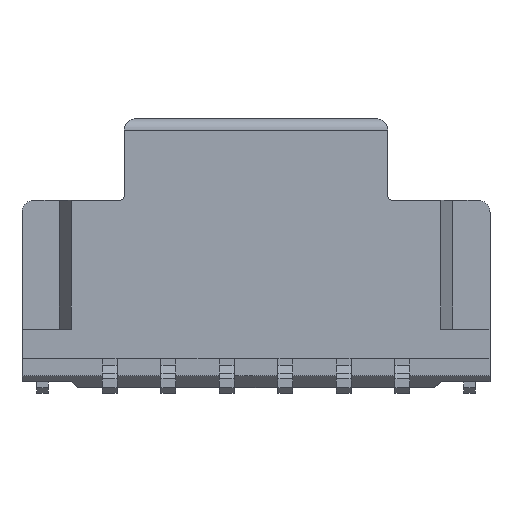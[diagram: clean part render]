
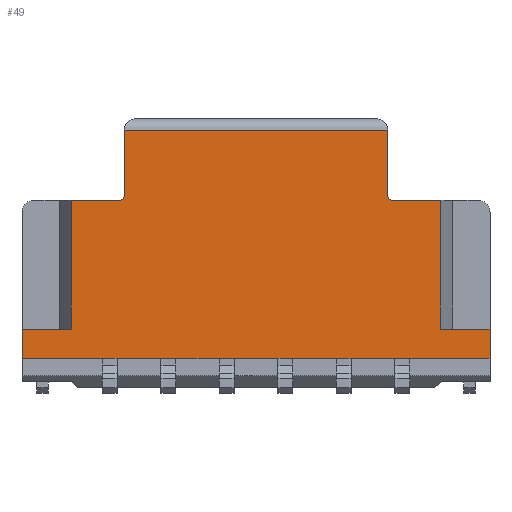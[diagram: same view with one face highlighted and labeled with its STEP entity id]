
A CAD part, front view. The second image highlights one B-rep face of the part: STEP entity #49.
In plain terms, the highlighted planar face has unit normal (0, -1, 0).
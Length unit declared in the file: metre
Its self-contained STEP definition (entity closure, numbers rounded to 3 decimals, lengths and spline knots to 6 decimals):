
#49 = ADVANCED_FACE( '', ( #282 ), #283, .F. );
#282 = FACE_OUTER_BOUND( '', #748, .T. );
#283 = PLANE( '', #749 );
#748 = EDGE_LOOP( '', ( #1229, #1230, #1231, #1232, #1233, #1234, #1235, #1236, #1237, #1238, #1239, #1240, #1241, #1242 ) );
#749 = AXIS2_PLACEMENT_3D( '', #1243, #1244, #1245 );
#1229 = ORIENTED_EDGE( '', *, *, #3188, .T. );
#1230 = ORIENTED_EDGE( '', *, *, #3189, .F. );
#1231 = ORIENTED_EDGE( '', *, *, #3190, .T. );
#1232 = ORIENTED_EDGE( '', *, *, #3191, .F. );
#1233 = ORIENTED_EDGE( '', *, *, #3192, .T. );
#1234 = ORIENTED_EDGE( '', *, *, #3193, .T. );
#1235 = ORIENTED_EDGE( '', *, *, #3194, .T. );
#1236 = ORIENTED_EDGE( '', *, *, #3195, .F. );
#1237 = ORIENTED_EDGE( '', *, *, #3196, .T. );
#1238 = ORIENTED_EDGE( '', *, *, #3197, .F. );
#1239 = ORIENTED_EDGE( '', *, *, #3198, .F. );
#1240 = ORIENTED_EDGE( '', *, *, #3199, .T. );
#1241 = ORIENTED_EDGE( '', *, *, #3200, .F. );
#1242 = ORIENTED_EDGE( '', *, *, #3201, .T. );
#1243 = CARTESIAN_POINT( '', ( 0., -0.002675, 0. ) );
#1244 = DIRECTION( '', ( 0., 1., 0. ) );
#1245 = DIRECTION( '', ( 1., 0., 0. ) );
#3188 = EDGE_CURVE( '', #3839, #3840, #3841, .T. );
#3189 = EDGE_CURVE( '', #3842, #3840, #3843, .T. );
#3190 = EDGE_CURVE( '', #3842, #3844, #3845, .T. );
#3191 = EDGE_CURVE( '', #3846, #3844, #3847, .T. );
#3192 = EDGE_CURVE( '', #3846, #3848, #3849, .T. );
#3193 = EDGE_CURVE( '', #3848, #3850, #3851, .T. );
#3194 = EDGE_CURVE( '', #3850, #3852, #3853, .T. );
#3195 = EDGE_CURVE( '', #3854, #3852, #3855, .T. );
#3196 = EDGE_CURVE( '', #3854, #3856, #3857, .T. );
#3197 = EDGE_CURVE( '', #3858, #3856, #3859, .T. );
#3198 = EDGE_CURVE( '', #3860, #3858, #3861, .T. );
#3199 = EDGE_CURVE( '', #3860, #3862, #3863, .T. );
#3200 = EDGE_CURVE( '', #3864, #3862, #3865, .T. );
#3201 = EDGE_CURVE( '', #3864, #3839, #3866, .T. );
#3839 = VERTEX_POINT( '', #4911 );
#3840 = VERTEX_POINT( '', #4912 );
#3841 = LINE( '', #4913, #4914 );
#3842 = VERTEX_POINT( '', #4915 );
#3843 = LINE( '', #4916, #4917 );
#3844 = VERTEX_POINT( '', #4918 );
#3845 = CIRCLE( '', #4919, 0.0001 );
#3846 = VERTEX_POINT( '', #4920 );
#3847 = LINE( '', #4921, #4922 );
#3848 = VERTEX_POINT( '', #4923 );
#3849 = LINE( '', #4924, #4925 );
#3850 = VERTEX_POINT( '', #4926 );
#3851 = LINE( '', #4927, #4928 );
#3852 = VERTEX_POINT( '', #4929 );
#3853 = CIRCLE( '', #4930, 0.0001 );
#3854 = VERTEX_POINT( '', #4931 );
#3855 = LINE( '', #4932, #4933 );
#3856 = VERTEX_POINT( '', #4934 );
#3857 = LINE( '', #4935, #4936 );
#3858 = VERTEX_POINT( '', #4937 );
#3859 = LINE( '', #4938, #4939 );
#3860 = VERTEX_POINT( '', #4940 );
#3861 = LINE( '', #4941, #4942 );
#3862 = VERTEX_POINT( '', #4943 );
#3863 = LINE( '', #4944, #4945 );
#3864 = VERTEX_POINT( '', #4946 );
#3865 = LINE( '', #4947, #4948 );
#3866 = LINE( '', #4949, #4950 );
#4911 = CARTESIAN_POINT( '', ( 0.00316, -0.002675, -0.0006 ) );
#4912 = CARTESIAN_POINT( '', ( 0.00316, -0.002675, 0.0016 ) );
#4913 = CARTESIAN_POINT( '', ( 0.00316, -0.002675, -0.0006 ) );
#4914 = VECTOR( '', #6580, 1. );
#4915 = CARTESIAN_POINT( '', ( 0.00235, -0.002675, 0.0016 ) );
#4916 = CARTESIAN_POINT( '', ( 0.00235, -0.002675, 0.0016 ) );
#4917 = VECTOR( '', #6581, 1. );
#4918 = CARTESIAN_POINT( '', ( 0.00225, -0.002675, 0.0017 ) );
#4919 = AXIS2_PLACEMENT_3D( '', #6582, #6583, #6584 );
#4920 = CARTESIAN_POINT( '', ( 0.00225, -0.002675, 0.0028 ) );
#4921 = CARTESIAN_POINT( '', ( 0.00225, -0.002675, 0.0028 ) );
#4922 = VECTOR( '', #6585, 1. );
#4923 = CARTESIAN_POINT( '', ( -0.00225, -0.002675, 0.0028 ) );
#4924 = CARTESIAN_POINT( '', ( 0.00225, -0.002675, 0.0028 ) );
#4925 = VECTOR( '', #6586, 1. );
#4926 = CARTESIAN_POINT( '', ( -0.00225, -0.002675, 0.0017 ) );
#4927 = CARTESIAN_POINT( '', ( -0.00225, -0.002675, 0.0028 ) );
#4928 = VECTOR( '', #6587, 1. );
#4929 = CARTESIAN_POINT( '', ( -0.00235, -0.002675, 0.0016 ) );
#4930 = AXIS2_PLACEMENT_3D( '', #6588, #6589, #6590 );
#4931 = CARTESIAN_POINT( '', ( -0.00316, -0.002675, 0.0016 ) );
#4932 = CARTESIAN_POINT( '', ( -0.00316, -0.002675, 0.0016 ) );
#4933 = VECTOR( '', #6591, 1. );
#4934 = CARTESIAN_POINT( '', ( -0.00316, -0.002675, -0.0006 ) );
#4935 = CARTESIAN_POINT( '', ( -0.00316, -0.002675, 0.0016 ) );
#4936 = VECTOR( '', #6592, 1. );
#4937 = CARTESIAN_POINT( '', ( -0.004, -0.002675, -0.0006 ) );
#4938 = CARTESIAN_POINT( '', ( -0.004, -0.002675, -0.0006 ) );
#4939 = VECTOR( '', #6593, 1. );
#4940 = CARTESIAN_POINT( '', ( -0.004, -0.002675, -0.0011 ) );
#4941 = CARTESIAN_POINT( '', ( -0.004, -0.002675, -0.0011 ) );
#4942 = VECTOR( '', #6594, 1. );
#4943 = CARTESIAN_POINT( '', ( 0.004, -0.002675, -0.0011 ) );
#4944 = CARTESIAN_POINT( '', ( -0.004, -0.002675, -0.0011 ) );
#4945 = VECTOR( '', #6595, 1. );
#4946 = CARTESIAN_POINT( '', ( 0.004, -0.002675, -0.0006 ) );
#4947 = CARTESIAN_POINT( '', ( 0.004, -0.002675, -0.0006 ) );
#4948 = VECTOR( '', #6596, 1. );
#4949 = CARTESIAN_POINT( '', ( 0.004, -0.002675, -0.0006 ) );
#4950 = VECTOR( '', #6597, 1. );
#6580 = DIRECTION( '', ( 0., 0., 1. ) );
#6581 = DIRECTION( '', ( 1., 0., 0. ) );
#6582 = CARTESIAN_POINT( '', ( 0.00235, -0.002675, 0.0017 ) );
#6583 = DIRECTION( '', ( 0., 1., 0. ) );
#6584 = DIRECTION( '', ( 0., 0., -1. ) );
#6585 = DIRECTION( '', ( 0., 0., -1. ) );
#6586 = DIRECTION( '', ( -1., 0., 0. ) );
#6587 = DIRECTION( '', ( 0., 0., -1. ) );
#6588 = CARTESIAN_POINT( '', ( -0.00235, -0.002675, 0.0017 ) );
#6589 = DIRECTION( '', ( 0., 1., 0. ) );
#6590 = DIRECTION( '', ( 1., 0., 0. ) );
#6591 = DIRECTION( '', ( 1., 0., 0. ) );
#6592 = DIRECTION( '', ( 0., 0., -1. ) );
#6593 = DIRECTION( '', ( 1., 0., 0. ) );
#6594 = DIRECTION( '', ( 0., 0., 1. ) );
#6595 = DIRECTION( '', ( 1., 0., 0. ) );
#6596 = DIRECTION( '', ( 0., 0., -1. ) );
#6597 = DIRECTION( '', ( -1., 0., 0. ) );
